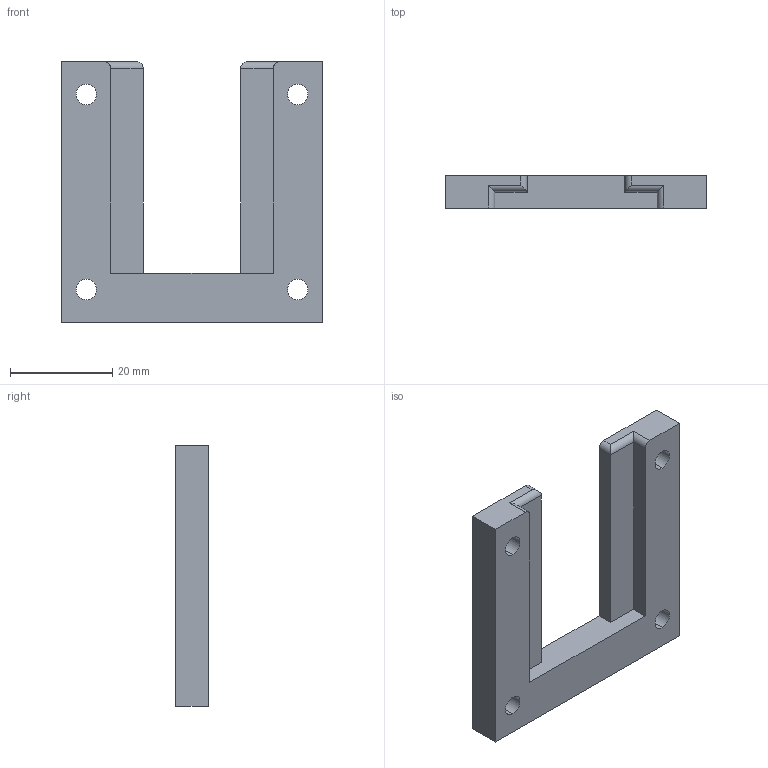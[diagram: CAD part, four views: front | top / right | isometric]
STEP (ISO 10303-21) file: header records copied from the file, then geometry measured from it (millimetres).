
FILE_DESCRIPTION (( 'STEP AP214' ), '1' );
FILE_NAME ('SlideLockMechanismV3_Top.STEP', '2025-03-25T03:29:57', ( '' ), ( '' ), 'SwSTEP 2.0', 'SolidWorks 2024', '' );
FILE_SCHEMA (( 'AUTOMOTIVE_DESIGN' ));
Length unit declared in the file: inch
Products named in the file (1): SlideLockMechanismV3_Top
Bounding box: 50.8 x 6.35 x 50.8 mm (x, y, z)
Volume: 9401.8 mm3; surface area: 5606.6 mm2
Topology: 1 solids, 1 shells, 28 faces, 74 edges, 48 vertices
Faces by surface type: plane 14, cylinder 14
Entity records: 909 total; most frequent: CARTESIAN_POINT 163, ORIENTED_EDGE 148, DIRECTION 148, EDGE_CURVE 74, VECTOR 50, LINE 50, AXIS2_PLACEMENT_3D 49, VERTEX_POINT 48
